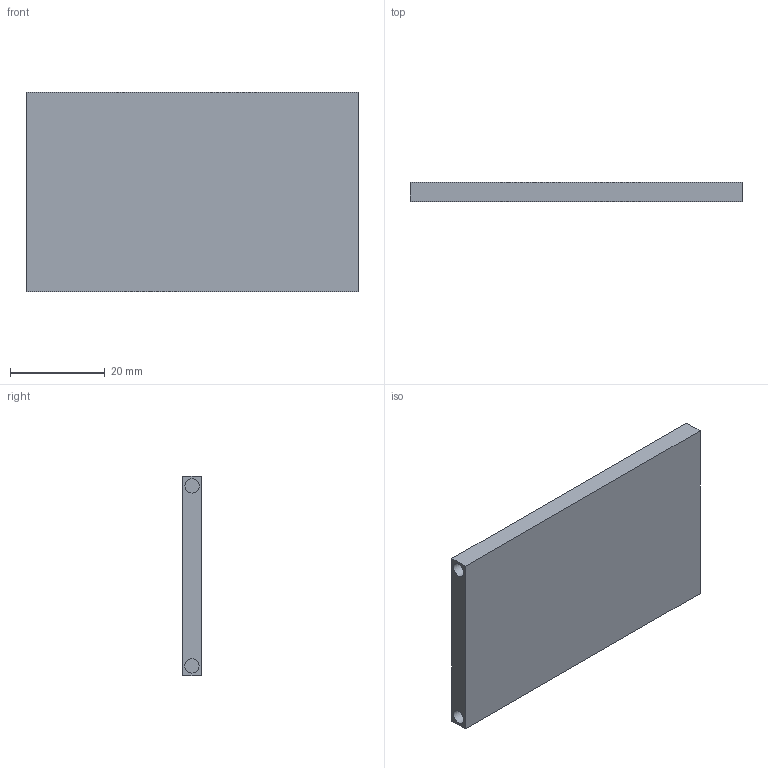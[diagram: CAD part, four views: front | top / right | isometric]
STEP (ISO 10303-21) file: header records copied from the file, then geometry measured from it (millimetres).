
FILE_DESCRIPTION(('STEP AP203'), '1');
FILE_NAME('櫻蠉錪', '', ('UNSPECIFIED'), ('UNSPECIFIED'), 'C3D Converter', 'C3D Toolkit', '');
FILE_SCHEMA(('CONFIG_CONTROL_DESIGN'));
Length unit declared in the file: millimetre
Bounding box: 70 x 4 x 42 mm (x, y, z)
Volume: 7374.4 mm3; surface area: 7386.2 mm2
Topology: 1 solids, 1 shells, 19 faces, 36 edges, 24 vertices
Faces by surface type: plane 15, cylinder 4
Full cylindrical faces by diameter (mm): 3 x4
Entity records: 498 total; most frequent: DIRECTION 80, CARTESIAN_POINT 76, ORIENTED_EDGE 64, EDGE_CURVE 32, AXIS2_PLACEMENT_3D 28, EDGE_LOOP 28, VERTEX_POINT 24, LINE 24
